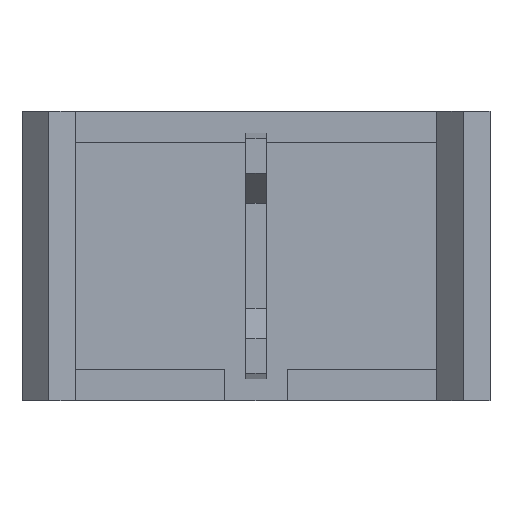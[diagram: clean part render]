
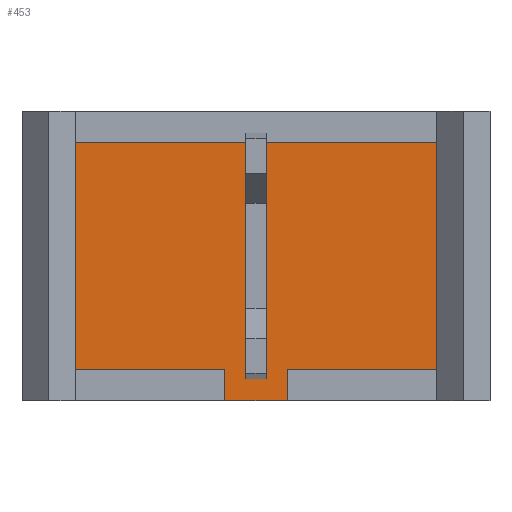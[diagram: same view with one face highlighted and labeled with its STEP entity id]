
A CAD part, top view. The second image highlights one B-rep face of the part: STEP entity #453.
In plain terms, the highlighted planar face has unit normal (0, 0, 1).
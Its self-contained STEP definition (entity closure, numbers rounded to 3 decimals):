
#8 = ORIENTED_EDGE ( 'NONE', *, *, #713, .T. ) ;
#10 = CARTESIAN_POINT ( 'NONE',  ( 17.214, -10.8, -1. ) ) ;
#25 = VECTOR ( 'NONE', #882, 1000. ) ;
#52 = VERTEX_POINT ( 'NONE', #942 ) ;
#54 = CARTESIAN_POINT ( 'NONE',  ( 17.214, -11.7, -1. ) ) ;
#72 = VECTOR ( 'NONE', #874, 1000. ) ;
#87 = LINE ( 'NONE', #742, #418 ) ;
#106 = LINE ( 'NONE', #54, #158 ) ;
#112 = ORIENTED_EDGE ( 'NONE', *, *, #672, .T. ) ;
#124 = LINE ( 'NONE', #535, #192 ) ;
#128 = VERTEX_POINT ( 'NONE', #919 ) ;
#137 = CARTESIAN_POINT ( 'NONE',  ( 22.3, -13.8, -1. ) ) ;
#142 = CARTESIAN_POINT ( 'NONE',  ( 3., -13.8, -1. ) ) ;
#150 = VECTOR ( 'NONE', #484, 1000. ) ;
#158 = VECTOR ( 'NONE', #997, 1000. ) ;
#165 = ORIENTED_EDGE ( 'NONE', *, *, #761, .F. ) ;
#166 = LINE ( 'NONE', #589, #200 ) ;
#169 = CARTESIAN_POINT ( 'NONE',  ( 1., -10.8, -1. ) ) ;
#192 = VECTOR ( 'NONE', #532, 1000. ) ;
#200 = VECTOR ( 'NONE', #584, 1000. ) ;
#204 = LINE ( 'NONE', #564, #315 ) ;
#213 = ORIENTED_EDGE ( 'NONE', *, *, #693, .T. ) ;
#234 = ORIENTED_EDGE ( 'NONE', *, *, #518, .T. ) ;
#252 = VERTEX_POINT ( 'NONE', #869 ) ;
#263 = ORIENTED_EDGE ( 'NONE', *, *, #697, .T. ) ;
#272 = VERTEX_POINT ( 'NONE', #846 ) ;
#289 = ORIENTED_EDGE ( 'NONE', *, *, #766, .T. ) ;
#303 = LINE ( 'NONE', #505, #323 ) ;
#304 = VERTEX_POINT ( 'NONE', #827 ) ;
#315 = VECTOR ( 'NONE', #571, 1000. ) ;
#323 = VECTOR ( 'NONE', #489, 1000. ) ;
#325 = VERTEX_POINT ( 'NONE', #840 ) ;
#333 = VERTEX_POINT ( 'NONE', #823 ) ;
#386 = ORIENTED_EDGE ( 'NONE', *, *, #675, .T. ) ;
#394 = VECTOR ( 'NONE', #496, 1000. ) ;
#413 = VERTEX_POINT ( 'NONE', #805 ) ;
#418 = VECTOR ( 'NONE', #764, 1000. ) ;
#433 = CARTESIAN_POINT ( 'NONE',  ( 3., -10.8, -1. ) ) ;
#453 = ADVANCED_FACE ( 'NONE', ( #654 ), #552, .T. ) ;
#470 = ORIENTED_EDGE ( 'NONE', *, *, #921, .T. ) ;
#474 = EDGE_CURVE ( 'NONE', #968, #325, #573, .T. ) ;
#484 = DIRECTION ( 'NONE',  ( -1., 0., 0. ) ) ;
#489 = DIRECTION ( 'NONE',  ( 0., 1., 0. ) ) ;
#496 = DIRECTION ( 'NONE',  ( 0., 1., 0. ) ) ;
#505 = CARTESIAN_POINT ( 'NONE',  ( 3., -10.8, -1. ) ) ;
#518 = EDGE_CURVE ( 'NONE', #252, #272, #204, .T. ) ;
#519 = LINE ( 'NONE', #1057, #150 ) ;
#520 = DIRECTION ( 'NONE',  ( 1., 0., 0. ) ) ;
#524 = DIRECTION ( 'NONE',  ( 0., 0., 1. ) ) ;
#532 = DIRECTION ( 'NONE',  ( 1., 0., 0. ) ) ;
#535 = CARTESIAN_POINT ( 'NONE',  ( 17.214, -10.8, -1. ) ) ;
#547 = CARTESIAN_POINT ( 'NONE',  ( 17.214, -10.8, -1. ) ) ;
#552 = PLANE ( 'NONE',  #1055 ) ;
#564 = CARTESIAN_POINT ( 'NONE',  ( -3., -10.8, -1. ) ) ;
#569 = CARTESIAN_POINT ( 'NONE',  ( -1., 10.8, -1. ) ) ;
#571 = DIRECTION ( 'NONE',  ( 0., -1., 0. ) ) ;
#573 = LINE ( 'NONE', #813, #591 ) ;
#584 = DIRECTION ( 'NONE',  ( 1., 0., 0. ) ) ;
#589 = CARTESIAN_POINT ( 'NONE',  ( 17.214, -10.8, -1. ) ) ;
#591 = VECTOR ( 'NONE', #712, 1000. ) ;
#595 = VECTOR ( 'NONE', #1048, 1000. ) ;
#631 = ORIENTED_EDGE ( 'NONE', *, *, #1029, .T. ) ;
#641 = VERTEX_POINT ( 'NONE', #142 ) ;
#654 = FACE_OUTER_BOUND ( 'NONE', #1059, .T. ) ;
#664 = ORIENTED_EDGE ( 'NONE', *, *, #835, .T. ) ;
#672 = EDGE_CURVE ( 'NONE', #1084, #679, #124, .T. ) ;
#675 = EDGE_CURVE ( 'NONE', #128, #968, #989, .T. ) ;
#679 = VERTEX_POINT ( 'NONE', #10 ) ;
#693 = EDGE_CURVE ( 'NONE', #679, #304, #715, .T. ) ;
#697 = EDGE_CURVE ( 'NONE', #304, #333, #519, .T. ) ;
#703 = LINE ( 'NONE', #137, #25 ) ;
#712 = DIRECTION ( 'NONE',  ( -1., 0., 0. ) ) ;
#713 = EDGE_CURVE ( 'NONE', #52, #128, #106, .T. ) ;
#715 = LINE ( 'NONE', #1060, #595 ) ;
#742 = CARTESIAN_POINT ( 'NONE',  ( -17.214, -10.8, -1. ) ) ;
#761 = EDGE_CURVE ( 'NONE', #641, #272, #703, .T. ) ;
#764 = DIRECTION ( 'NONE',  ( 0., -1., 0. ) ) ;
#766 = EDGE_CURVE ( 'NONE', #333, #52, #904, .T. ) ;
#805 = CARTESIAN_POINT ( 'NONE',  ( -17.214, -10.8, -1. ) ) ;
#813 = CARTESIAN_POINT ( 'NONE',  ( 17.214, 10.8, -1. ) ) ;
#823 = CARTESIAN_POINT ( 'NONE',  ( 1., 10.8, -1. ) ) ;
#827 = CARTESIAN_POINT ( 'NONE',  ( 17.214, 10.8, -1. ) ) ;
#835 = EDGE_CURVE ( 'NONE', #325, #413, #87, .T. ) ;
#840 = CARTESIAN_POINT ( 'NONE',  ( -17.214, 10.8, -1. ) ) ;
#846 = CARTESIAN_POINT ( 'NONE',  ( -3., -13.8, -1. ) ) ;
#869 = CARTESIAN_POINT ( 'NONE',  ( -3., -10.8, -1. ) ) ;
#874 = DIRECTION ( 'NONE',  ( 0., -1., 0. ) ) ;
#882 = DIRECTION ( 'NONE',  ( -1., 0., 0. ) ) ;
#904 = LINE ( 'NONE', #169, #72 ) ;
#919 = CARTESIAN_POINT ( 'NONE',  ( -1., -11.7, -1. ) ) ;
#921 = EDGE_CURVE ( 'NONE', #413, #252, #166, .T. ) ;
#942 = CARTESIAN_POINT ( 'NONE',  ( 1., -11.7, -1. ) ) ;
#968 = VERTEX_POINT ( 'NONE', #569 ) ;
#989 = LINE ( 'NONE', #1065, #394 ) ;
#997 = DIRECTION ( 'NONE',  ( -1., 0., 0. ) ) ;
#1029 = EDGE_CURVE ( 'NONE', #641, #1084, #303, .T. ) ;
#1048 = DIRECTION ( 'NONE',  ( 0., 1., 0. ) ) ;
#1055 = AXIS2_PLACEMENT_3D ( 'NONE', #547, #524, #520 ) ;
#1057 = CARTESIAN_POINT ( 'NONE',  ( 17.214, 10.8, -1. ) ) ;
#1059 = EDGE_LOOP ( 'NONE', ( #263, #289, #8, #386, #1077, #664, #470, #234, #165, #631, #112, #213 ) ) ;
#1060 = CARTESIAN_POINT ( 'NONE',  ( 17.214, -10.8, -1. ) ) ;
#1065 = CARTESIAN_POINT ( 'NONE',  ( -1., -10.8, -1. ) ) ;
#1077 = ORIENTED_EDGE ( 'NONE', *, *, #474, .T. ) ;
#1084 = VERTEX_POINT ( 'NONE', #433 ) ;
